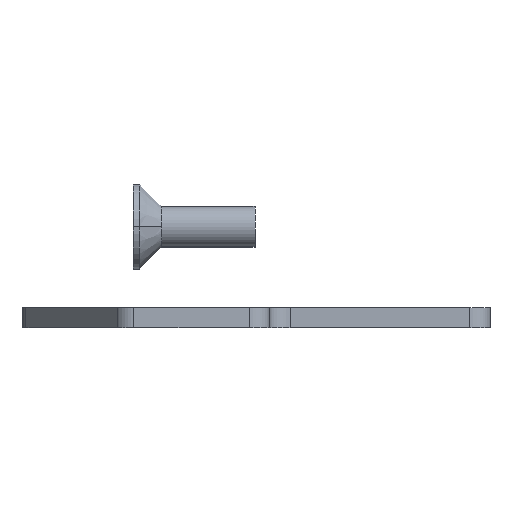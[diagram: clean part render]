
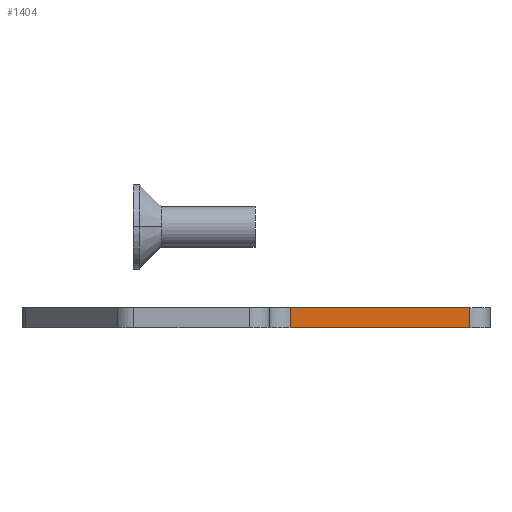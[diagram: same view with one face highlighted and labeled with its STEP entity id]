
A CAD part, left-side view. The second image highlights one B-rep face of the part: STEP entity #1404.
In plain terms, the highlighted planar face has unit normal (-1, 0, 0).
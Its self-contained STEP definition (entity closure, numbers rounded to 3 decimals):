
#7 = VECTOR ( 'NONE', #1694, 1000. ) ;
#138 = VERTEX_POINT ( 'NONE', #1766 ) ;
#150 = LINE ( 'NONE', #529, #1836 ) ;
#356 = ORIENTED_EDGE ( 'NONE', *, *, #875, .T. ) ;
#483 = DIRECTION ( 'NONE',  ( 0., 1., 0. ) ) ;
#499 = CARTESIAN_POINT ( 'NONE',  ( 28.4, 2., 0. ) ) ;
#529 = CARTESIAN_POINT ( 'NONE',  ( 28.4, 2., -0.2 ) ) ;
#547 = FACE_OUTER_BOUND ( 'NONE', #1331, .T. ) ;
#634 = EDGE_CURVE ( 'NONE', #924, #138, #1505, .T. ) ;
#658 = DIRECTION ( 'NONE',  ( 0., 1., 0. ) ) ;
#678 = VECTOR ( 'NONE', #483, 1000. ) ;
#720 = CARTESIAN_POINT ( 'NONE',  ( 28.4, 19.7, 2. ) ) ;
#733 = DIRECTION ( 'NONE',  ( 1., 0., 0. ) ) ;
#858 = DIRECTION ( 'NONE',  ( 0., 0., -1. ) ) ;
#875 = EDGE_CURVE ( 'NONE', #1916, #1145, #150, .T. ) ;
#913 = ORIENTED_EDGE ( 'NONE', *, *, #1365, .T. ) ;
#916 = CARTESIAN_POINT ( 'NONE',  ( 28.4, 2., 2. ) ) ;
#924 = VERTEX_POINT ( 'NONE', #720 ) ;
#950 = ORIENTED_EDGE ( 'NONE', *, *, #634, .T. ) ;
#1052 = VECTOR ( 'NONE', #658, 1000. ) ;
#1094 = ORIENTED_EDGE ( 'NONE', *, *, #1258, .F. ) ;
#1145 = VERTEX_POINT ( 'NONE', #916 ) ;
#1213 = CARTESIAN_POINT ( 'NONE',  ( 28.4, 0., -0.2 ) ) ;
#1258 = EDGE_CURVE ( 'NONE', #1916, #138, #1737, .T. ) ;
#1284 = CARTESIAN_POINT ( 'NONE',  ( 28.4, 0., 0. ) ) ;
#1331 = EDGE_LOOP ( 'NONE', ( #913, #950, #1094, #356 ) ) ;
#1365 = EDGE_CURVE ( 'NONE', #1145, #924, #1456, .T. ) ;
#1404 = ADVANCED_FACE ( 'NONE', ( #547 ), #1979, .F. ) ;
#1455 = CARTESIAN_POINT ( 'NONE',  ( 28.4, 0., 2. ) ) ;
#1456 = LINE ( 'NONE', #1455, #1052 ) ;
#1474 = DIRECTION ( 'NONE',  ( 0., 0., 1. ) ) ;
#1505 = LINE ( 'NONE', #1704, #7 ) ;
#1694 = DIRECTION ( 'NONE',  ( 0., 0., -1. ) ) ;
#1704 = CARTESIAN_POINT ( 'NONE',  ( 28.4, 19.7, 0. ) ) ;
#1737 = LINE ( 'NONE', #1284, #678 ) ;
#1766 = CARTESIAN_POINT ( 'NONE',  ( 28.4, 19.7, 0. ) ) ;
#1836 = VECTOR ( 'NONE', #1474, 1000. ) ;
#1916 = VERTEX_POINT ( 'NONE', #499 ) ;
#1935 = AXIS2_PLACEMENT_3D ( 'NONE', #1213, #733, #858 ) ;
#1979 = PLANE ( 'NONE',  #1935 ) ;
